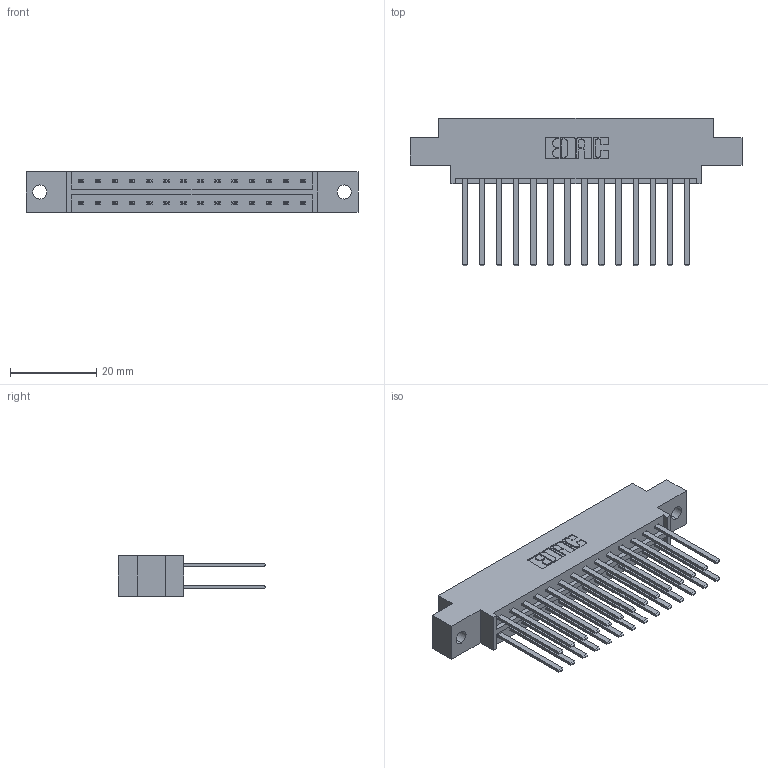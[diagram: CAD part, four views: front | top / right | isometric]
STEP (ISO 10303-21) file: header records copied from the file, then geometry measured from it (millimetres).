
FILE_DESCRIPTION (( 'STEP AP203' ), '1' );
FILE_NAME ('833-028-544-802.STEP', '2020-06-02T09:24:53', ( '' ), ( '' ), 'SwSTEP 2.0', 'SolidWorks 2020', '' );
FILE_SCHEMA (( 'CONFIG_CONTROL_DESIGN' ));
Length unit declared in the file: inch
Products named in the file (3): 833 Part_Offset - .128 Dia; 345-292-001_345-293-144; 833-028-544-802
Assembly tree (29 placements, depth 2):
  833-028-544-802
    833 Part_Offset - .128 Dia
    345-292-001_345-293-144  x28
Bounding box: 77.01 x 34.3 x 9.4 mm (x, y, z)
Volume: 7728.7 mm3; surface area: 10047.7 mm2
Topology: 29 solids, 29 shells, 1406 faces, 4159 edges, 2734 vertices
Faces by surface type: plane 970, cylinder 436
Entity records: 12579 total; most frequent: CARTESIAN_POINT 2118, ORIENTED_EDGE 2054, DIRECTION 1855, EDGE_CURVE 1027, VECTOR 903, LINE 903, VERTEX_POINT 682, AXIS2_PLACEMENT_3D 476
